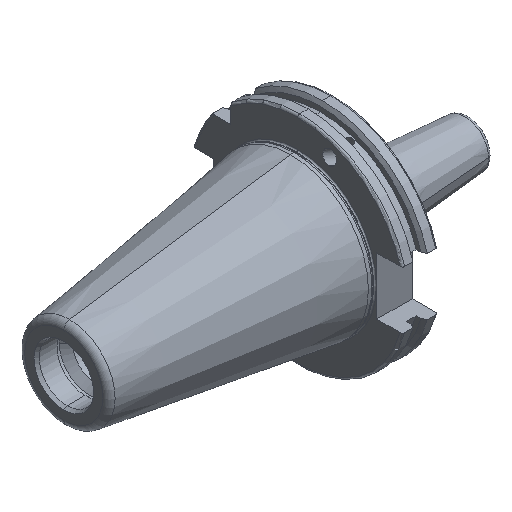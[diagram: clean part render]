
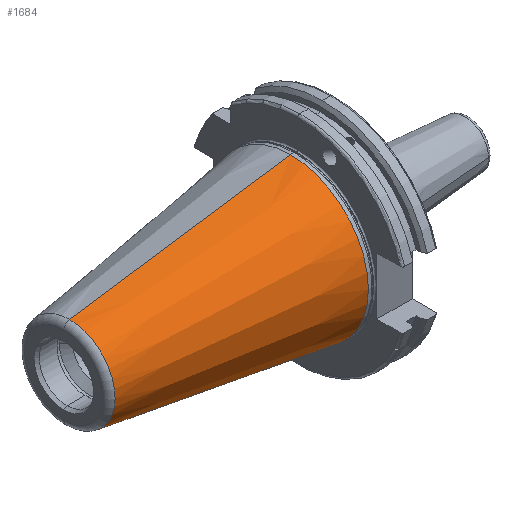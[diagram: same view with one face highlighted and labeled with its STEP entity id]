
A CAD part, isometric view. The second image highlights one B-rep face of the part: STEP entity #1684.
In plain terms, the highlighted conical face has half-angle 8.297 degrees and reference radius 34.925 mm.
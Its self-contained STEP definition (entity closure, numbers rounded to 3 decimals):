
#48 = LINE ( 'NONE', #6423, #1343 ) ;
#611 = CARTESIAN_POINT ( 'NONE',  ( 0., 0., 0. ) ) ;
#802 = EDGE_CURVE ( 'NONE', #1436, #5647, #1442, .T. ) ;
#803 = CARTESIAN_POINT ( 'NONE',  ( -99.183, 20.461, 0. ) ) ;
#863 = VERTEX_POINT ( 'NONE', #1074 ) ;
#883 = CONICAL_SURFACE ( 'NONE', #2864, 34.925, 0.145 ) ;
#1074 = CARTESIAN_POINT ( 'NONE',  ( 0., -34.925, 0. ) ) ;
#1201 = CIRCLE ( 'NONE', #3214, 34.925 ) ;
#1343 = VECTOR ( 'NONE', #3681, 1000. ) ;
#1434 = DIRECTION ( 'NONE',  ( -1., 0., 0. ) ) ;
#1436 = VERTEX_POINT ( 'NONE', #803 ) ;
#1442 = LINE ( 'NONE', #1571, #4416 ) ;
#1571 = CARTESIAN_POINT ( 'NONE',  ( 0., 34.925, 0. ) ) ;
#1684 = ADVANCED_FACE ( 'NONE', ( #6957 ), #883, .T. ) ;
#2022 = DIRECTION ( 'NONE',  ( -1., 0., 0. ) ) ;
#2179 = ORIENTED_EDGE ( 'NONE', *, *, #2619, .F. ) ;
#2308 = DIRECTION ( 'NONE',  ( 0., 1., 0. ) ) ;
#2619 = EDGE_CURVE ( 'NONE', #1436, #6781, #6689, .T. ) ;
#2864 = AXIS2_PLACEMENT_3D ( 'NONE', #611, #5639, #2308 ) ;
#3064 = CARTESIAN_POINT ( 'NONE',  ( -99.183, -20.461, 0. ) ) ;
#3214 = AXIS2_PLACEMENT_3D ( 'NONE', #5361, #2022, #5913 ) ;
#3436 = AXIS2_PLACEMENT_3D ( 'NONE', #4770, #1434, #5327 ) ;
#3558 = ORIENTED_EDGE ( 'NONE', *, *, #4704, .T. ) ;
#3681 = DIRECTION ( 'NONE',  ( 0.99, -0.144, 0. ) ) ;
#3815 = DIRECTION ( 'NONE',  ( 0.99, 0.144, 0. ) ) ;
#3872 = ORIENTED_EDGE ( 'NONE', *, *, #5898, .F. ) ;
#4416 = VECTOR ( 'NONE', #3815, 1000. ) ;
#4704 = EDGE_CURVE ( 'NONE', #5647, #863, #1201, .T. ) ;
#4770 = CARTESIAN_POINT ( 'NONE',  ( -99.183, 0., 0. ) ) ;
#5327 = DIRECTION ( 'NONE',  ( 0., -1., 0. ) ) ;
#5361 = CARTESIAN_POINT ( 'NONE',  ( 0., 0., 0. ) ) ;
#5639 = DIRECTION ( 'NONE',  ( 1., 0., 0. ) ) ;
#5647 = VERTEX_POINT ( 'NONE', #7136 ) ;
#5707 = EDGE_LOOP ( 'NONE', ( #3872, #2179, #6329, #3558 ) ) ;
#5898 = EDGE_CURVE ( 'NONE', #6781, #863, #48, .T. ) ;
#5913 = DIRECTION ( 'NONE',  ( 0., -1., 0. ) ) ;
#6329 = ORIENTED_EDGE ( 'NONE', *, *, #802, .T. ) ;
#6423 = CARTESIAN_POINT ( 'NONE',  ( 0., -34.925, 0. ) ) ;
#6689 = CIRCLE ( 'NONE', #3436, 20.461 ) ;
#6781 = VERTEX_POINT ( 'NONE', #3064 ) ;
#6957 = FACE_OUTER_BOUND ( 'NONE', #5707, .T. ) ;
#7136 = CARTESIAN_POINT ( 'NONE',  ( 0., 34.925, 0. ) ) ;
